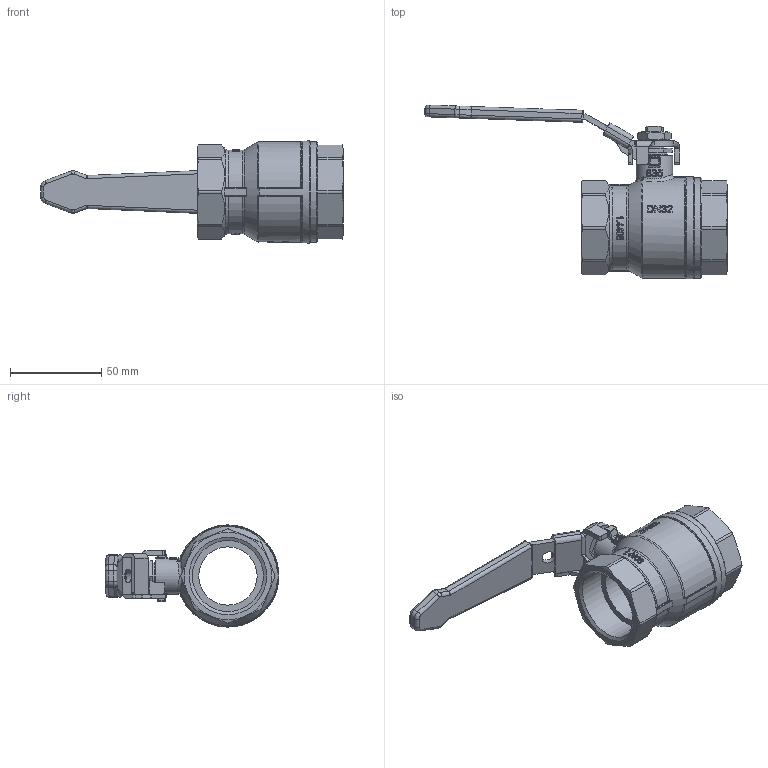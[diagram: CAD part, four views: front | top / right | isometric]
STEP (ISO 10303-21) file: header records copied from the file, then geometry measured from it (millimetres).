
FILE_DESCRIPTION (( 'STEP AP214' ), '1' );
FILE_NAME ('DVGW-K2-114-W00-4 Kugelhahn 2204.STEP', '2022-04-26T11:45:34', ( '' ), ( '' ), 'SwSTEP 2.0', 'SolidWorks 2019', '' );
FILE_SCHEMA (( 'AUTOMOTIVE_DESIGN' ));
Length unit declared in the file: millimetre
Products named in the file (1): DVGW-K2-114-W00-4 Kugelhahn 2204
Bounding box: 165.9 x 95.39 x 56 mm (x, y, z)
Volume: 113182.8 mm3; surface area: 36078.5 mm2
Topology: 2 solids, 2 shells, 799 faces, 2056 edges, 1305 vertices
Faces by surface type: plane 286, bspline 273, cylinder 169, cone 38, torus 25, sphere 8
Full cylindrical faces by diameter (mm): 7.5 x1, 10.4 x1, 14.3 x1, 16 x1, 20 x1, 32 x1, 38.952 x1, 38.953 x1, 55 x1, 56 x1
Entity records: 39543 total; most frequent: CARTESIAN_POINT 13848, ORIENTED_EDGE 4034, DIRECTION 2567, EDGE_CURVE 2017, VERTEX_POINT 1296, EDGE_LOOP 877, LINE 873, VECTOR 873
